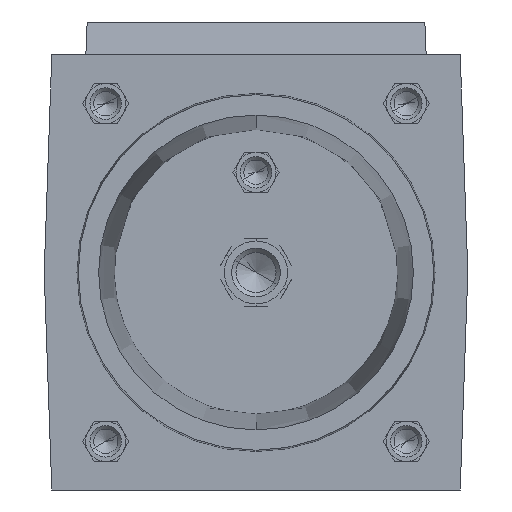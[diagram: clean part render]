
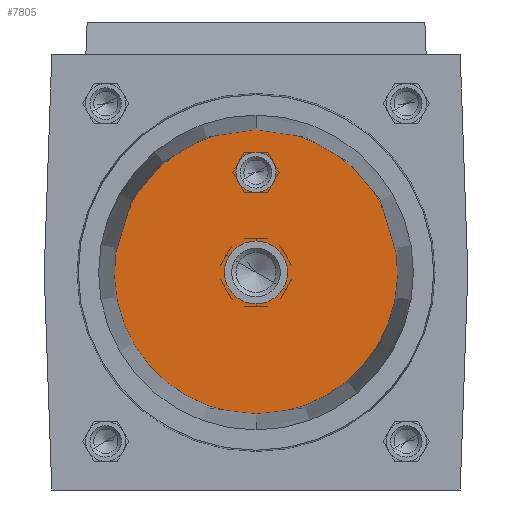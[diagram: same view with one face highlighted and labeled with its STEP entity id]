
A CAD part, front view. The second image highlights one B-rep face of the part: STEP entity #7805.
In plain terms, the highlighted planar face has unit normal (0, -1, 0).
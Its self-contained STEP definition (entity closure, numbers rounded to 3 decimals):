
#135 = CARTESIAN_POINT ( 'NONE',  ( 44., 210.35, 67.5 ) ) ;
#415 = DIRECTION ( 'NONE',  ( 0., -1., 0. ) ) ;
#443 = CIRCLE ( 'NONE', #7712, 7. ) ;
#489 = CARTESIAN_POINT ( 'NONE',  ( 0., 210.35, 0. ) ) ;
#522 = CIRCLE ( 'NONE', #4199, 11. ) ;
#548 = DIRECTION ( 'NONE',  ( 0., -1., 0. ) ) ;
#573 = CARTESIAN_POINT ( 'NONE',  ( 0., 210.35, 42. ) ) ;
#584 = EDGE_CURVE ( 'NONE', #5663, #7562, #10083, .T. ) ;
#604 = CARTESIAN_POINT ( 'NONE',  ( 0., 210.35, 0. ) ) ;
#689 = EDGE_CURVE ( 'NONE', #4773, #5462, #7235, .T. ) ;
#806 = VECTOR ( 'NONE', #7755, 1000. ) ;
#834 = EDGE_CURVE ( 'NONE', #5462, #7884, #2290, .T. ) ;
#918 = DIRECTION ( 'NONE',  ( 0., -1., 0. ) ) ;
#1202 = AXIS2_PLACEMENT_3D ( 'NONE', #489, #6020, #1302 ) ;
#1284 = VERTEX_POINT ( 'NONE', #7511 ) ;
#1302 = DIRECTION ( 'NONE',  ( 0., 0., -1. ) ) ;
#1389 = DIRECTION ( 'NONE',  ( 0., 0., -1. ) ) ;
#1483 = EDGE_CURVE ( 'NONE', #8633, #8284, #5007, .T. ) ;
#1629 = AXIS2_PLACEMENT_3D ( 'NONE', #3148, #8671, #3938 ) ;
#1673 = DIRECTION ( 'NONE',  ( 0., 0., -1. ) ) ;
#1747 = CIRCLE ( 'NONE', #6183, 7. ) ;
#1847 = CARTESIAN_POINT ( 'NONE',  ( 0., 210.35, 35. ) ) ;
#2105 = ORIENTED_EDGE ( 'NONE', *, *, #10261, .F. ) ;
#2168 = CIRCLE ( 'NONE', #1629, 49.492 ) ;
#2228 = CARTESIAN_POINT ( 'NONE',  ( 44., 210.35, -76.001 ) ) ;
#2236 = CARTESIAN_POINT ( 'NONE',  ( -44., 210.35, -76.001 ) ) ;
#2290 = LINE ( 'NONE', #2228, #8099 ) ;
#2319 = EDGE_CURVE ( 'NONE', #1284, #4808, #3389, .T. ) ;
#2350 = EDGE_LOOP ( 'NONE', ( #3264, #3829 ) ) ;
#2387 = ORIENTED_EDGE ( 'NONE', *, *, #1483, .F. ) ;
#2522 = EDGE_CURVE ( 'NONE', #2969, #6917, #8006, .T. ) ;
#2646 = DIRECTION ( 'NONE',  ( 0., 0., -1. ) ) ;
#2683 = EDGE_LOOP ( 'NONE', ( #3479, #6863, #2105, #4193, #8994, #4471 ) ) ;
#2866 = AXIS2_PLACEMENT_3D ( 'NONE', #1847, #7371, #2646 ) ;
#2905 = CIRCLE ( 'NONE', #2866, 7. ) ;
#2966 = CARTESIAN_POINT ( 'NONE',  ( 0., 210.35, 0. ) ) ;
#2969 = VERTEX_POINT ( 'NONE', #7897 ) ;
#3089 = CARTESIAN_POINT ( 'NONE',  ( 6.062, 210.35, 38.5 ) ) ;
#3148 = CARTESIAN_POINT ( 'NONE',  ( 0., 210.35, 0. ) ) ;
#3173 = CARTESIAN_POINT ( 'NONE',  ( 0., 210.35, -49.492 ) ) ;
#3191 = CARTESIAN_POINT ( 'NONE',  ( 0., 210.35, 35. ) ) ;
#3193 = EDGE_CURVE ( 'NONE', #7884, #8284, #9115, .T. ) ;
#3264 = ORIENTED_EDGE ( 'NONE', *, *, #8623, .F. ) ;
#3322 = CARTESIAN_POINT ( 'NONE',  ( -44., 210.35, 67.5 ) ) ;
#3335 = AXIS2_PLACEMENT_3D ( 'NONE', #4117, #9638, #4925 ) ;
#3389 = CIRCLE ( 'NONE', #4461, 11. ) ;
#3479 = ORIENTED_EDGE ( 'NONE', *, *, #5556, .F. ) ;
#3719 = AXIS2_PLACEMENT_3D ( 'NONE', #5633, #918, #6430 ) ;
#3759 = DIRECTION ( 'NONE',  ( 0., 0., -1. ) ) ;
#3829 = ORIENTED_EDGE ( 'NONE', *, *, #2319, .F. ) ;
#3861 = VERTEX_POINT ( 'NONE', #8120 ) ;
#3933 = CARTESIAN_POINT ( 'NONE',  ( 6.062, 210.35, 31.5 ) ) ;
#3938 = DIRECTION ( 'NONE',  ( 0., 0., -1. ) ) ;
#3978 = DIRECTION ( 'NONE',  ( 0., 0., -1. ) ) ;
#4117 = CARTESIAN_POINT ( 'NONE',  ( 0., 210.35, 35. ) ) ;
#4131 = ORIENTED_EDGE ( 'NONE', *, *, #3193, .T. ) ;
#4180 = EDGE_CURVE ( 'NONE', #8633, #4773, #2168, .T. ) ;
#4193 = ORIENTED_EDGE ( 'NONE', *, *, #8283, .F. ) ;
#4199 = AXIS2_PLACEMENT_3D ( 'NONE', #2966, #8500, #3759 ) ;
#4383 = CARTESIAN_POINT ( 'NONE',  ( -44., 210.35, 67.5 ) ) ;
#4389 = FACE_OUTER_BOUND ( 'NONE', #5678, .T. ) ;
#4461 = AXIS2_PLACEMENT_3D ( 'NONE', #604, #6123, #1389 ) ;
#4471 = ORIENTED_EDGE ( 'NONE', *, *, #584, .F. ) ;
#4773 = VERTEX_POINT ( 'NONE', #3173 ) ;
#4808 = VERTEX_POINT ( 'NONE', #5988 ) ;
#4830 = CARTESIAN_POINT ( 'NONE',  ( 0., 210.35, 0. ) ) ;
#4918 = VECTOR ( 'NONE', #5183, 1000. ) ;
#4925 = DIRECTION ( 'NONE',  ( 0., 0., -1. ) ) ;
#5007 = LINE ( 'NONE', #2236, #806 ) ;
#5118 = CIRCLE ( 'NONE', #3335, 7. ) ;
#5158 = CARTESIAN_POINT ( 'NONE',  ( -6.062, 210.35, 38.5 ) ) ;
#5174 = CARTESIAN_POINT ( 'NONE',  ( 0., 210.35, 35. ) ) ;
#5183 = DIRECTION ( 'NONE',  ( -1., 0., 0. ) ) ;
#5296 = CARTESIAN_POINT ( 'NONE',  ( 0., 210.35, 35. ) ) ;
#5462 = VERTEX_POINT ( 'NONE', #5740 ) ;
#5556 = EDGE_CURVE ( 'NONE', #6917, #5663, #443, .T. ) ;
#5633 = CARTESIAN_POINT ( 'NONE',  ( 0., 210.35, 35. ) ) ;
#5634 = ORIENTED_EDGE ( 'NONE', *, *, #4180, .T. ) ;
#5663 = VERTEX_POINT ( 'NONE', #3089 ) ;
#5678 = EDGE_LOOP ( 'NONE', ( #5634, #7272, #7191, #4131, #2387 ) ) ;
#5740 = CARTESIAN_POINT ( 'NONE',  ( 44., 210.35, 22.659 ) ) ;
#5938 = DIRECTION ( 'NONE',  ( 0., 0., -1. ) ) ;
#5988 = CARTESIAN_POINT ( 'NONE',  ( 0., 210.35, 11. ) ) ;
#6020 = DIRECTION ( 'NONE',  ( 0., -1., 0. ) ) ;
#6066 = DIRECTION ( 'NONE',  ( 0., 0., -1. ) ) ;
#6123 = DIRECTION ( 'NONE',  ( 0., -1., 0. ) ) ;
#6183 = AXIS2_PLACEMENT_3D ( 'NONE', #5296, #548, #6066 ) ;
#6219 = FACE_BOUND ( 'NONE', #2683, .T. ) ;
#6370 = PLANE ( 'NONE',  #6905 ) ;
#6402 = DIRECTION ( 'NONE',  ( 0., -1., 0. ) ) ;
#6430 = DIRECTION ( 'NONE',  ( 0., 0., -1. ) ) ;
#6469 = FACE_BOUND ( 'NONE', #2350, .T. ) ;
#6635 = VERTEX_POINT ( 'NONE', #5158 ) ;
#6863 = ORIENTED_EDGE ( 'NONE', *, *, #2522, .F. ) ;
#6905 = AXIS2_PLACEMENT_3D ( 'NONE', #4830, #6402, #1673 ) ;
#6906 = CARTESIAN_POINT ( 'NONE',  ( -44., 210.35, 22.659 ) ) ;
#6917 = VERTEX_POINT ( 'NONE', #3933 ) ;
#7191 = ORIENTED_EDGE ( 'NONE', *, *, #834, .T. ) ;
#7235 = CIRCLE ( 'NONE', #1202, 49.492 ) ;
#7272 = ORIENTED_EDGE ( 'NONE', *, *, #689, .T. ) ;
#7349 = EDGE_CURVE ( 'NONE', #7562, #6635, #2905, .T. ) ;
#7371 = DIRECTION ( 'NONE',  ( 0., -1., 0. ) ) ;
#7511 = CARTESIAN_POINT ( 'NONE',  ( 0., 210.35, -11. ) ) ;
#7562 = VERTEX_POINT ( 'NONE', #573 ) ;
#7712 = AXIS2_PLACEMENT_3D ( 'NONE', #5174, #415, #5938 ) ;
#7749 = DIRECTION ( 'NONE',  ( 0., 0., 1. ) ) ;
#7755 = DIRECTION ( 'NONE',  ( 0., 0., 1. ) ) ;
#7805 = ADVANCED_FACE ( 'NONE', ( #4389, #6469, #6219 ), #6370, .T. ) ;
#7884 = VERTEX_POINT ( 'NONE', #135 ) ;
#7897 = CARTESIAN_POINT ( 'NONE',  ( 0., 210.35, 28. ) ) ;
#8006 = CIRCLE ( 'NONE', #3719, 7. ) ;
#8099 = VECTOR ( 'NONE', #7749, 1000. ) ;
#8120 = CARTESIAN_POINT ( 'NONE',  ( -6.062, 210.35, 31.5 ) ) ;
#8283 = EDGE_CURVE ( 'NONE', #6635, #3861, #5118, .T. ) ;
#8284 = VERTEX_POINT ( 'NONE', #3322 ) ;
#8500 = DIRECTION ( 'NONE',  ( 0., -1., 0. ) ) ;
#8623 = EDGE_CURVE ( 'NONE', #4808, #1284, #522, .T. ) ;
#8633 = VERTEX_POINT ( 'NONE', #6906 ) ;
#8671 = DIRECTION ( 'NONE',  ( 0., -1., 0. ) ) ;
#8712 = DIRECTION ( 'NONE',  ( 0., -1., 0. ) ) ;
#8994 = ORIENTED_EDGE ( 'NONE', *, *, #7349, .F. ) ;
#9115 = LINE ( 'NONE', #4383, #4918 ) ;
#9333 = AXIS2_PLACEMENT_3D ( 'NONE', #3191, #8712, #3978 ) ;
#9638 = DIRECTION ( 'NONE',  ( 0., -1., 0. ) ) ;
#10083 = CIRCLE ( 'NONE', #9333, 7. ) ;
#10261 = EDGE_CURVE ( 'NONE', #3861, #2969, #1747, .T. ) ;
